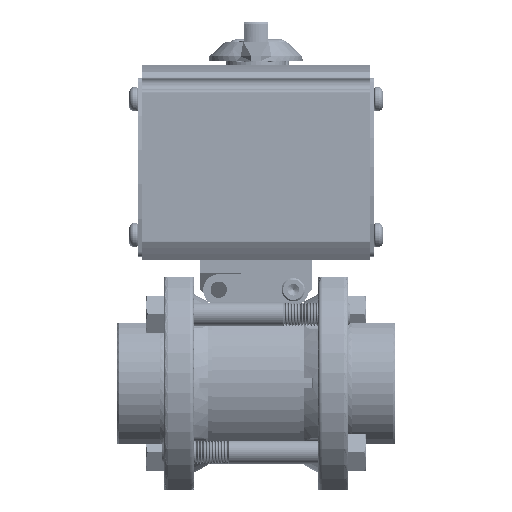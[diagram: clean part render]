
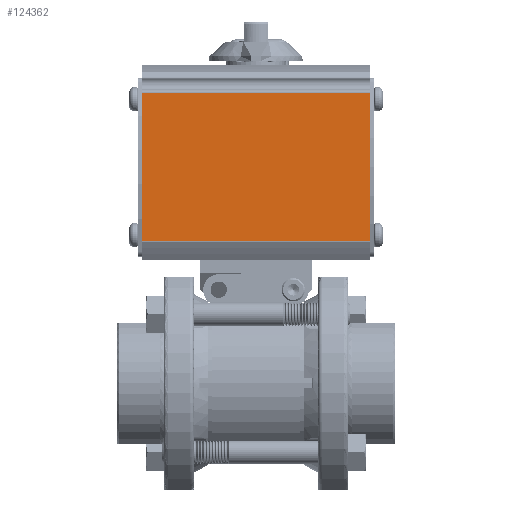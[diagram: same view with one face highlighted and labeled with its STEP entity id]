
A CAD part, top view. The second image highlights one B-rep face of the part: STEP entity #124362.
In plain terms, the highlighted planar face has unit normal (0, 0, 1).
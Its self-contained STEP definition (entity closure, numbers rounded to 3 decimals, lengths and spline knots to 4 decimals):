
#15728 = LINE ( 'NONE', #195200, #46788 ) ;
#16396 = EDGE_CURVE ( 'NONE', #53684, #63561, #113517, .T. ) ;
#24593 = EDGE_CURVE ( 'NONE', #87570, #63561, #167096, .T. ) ;
#32555 = EDGE_CURVE ( 'NONE', #87570, #171557, #15728, .T. ) ;
#46788 = VECTOR ( 'NONE', #105465, 39.3701 ) ;
#47550 = VECTOR ( 'NONE', #53027, 39.3701 ) ;
#50980 = CARTESIAN_POINT ( 'NONE',  ( 1.5441, 3.7931, 3.281 ) ) ;
#53027 = DIRECTION ( 'NONE',  ( -1., 0., 0. ) ) ;
#53684 = VERTEX_POINT ( 'NONE', #50980 ) ;
#55357 = DIRECTION ( 'NONE',  ( 0., -1., 0. ) ) ;
#57198 = LINE ( 'NONE', #191163, #47550 ) ;
#63561 = VERTEX_POINT ( 'NONE', #96996 ) ;
#63962 = CARTESIAN_POINT ( 'NONE',  ( 1.5441, 3.8004, 3.281 ) ) ;
#74532 = DIRECTION ( 'NONE',  ( 1., 0., 0. ) ) ;
#74690 = ORIENTED_EDGE ( 'NONE', *, *, #16396, .F. ) ;
#85585 = CARTESIAN_POINT ( 'NONE',  ( -5.0238, 3.8004, 3.281 ) ) ;
#87570 = VERTEX_POINT ( 'NONE', #157938 ) ;
#89982 = AXIS2_PLACEMENT_3D ( 'NONE', #85585, #147273, #55357 ) ;
#90139 = EDGE_LOOP ( 'NONE', ( #74690, #147701, #185533, #158735 ) ) ;
#93834 = CARTESIAN_POINT ( 'NONE',  ( -1.5109, 3.7931, 3.281 ) ) ;
#94240 = DIRECTION ( 'NONE',  ( 0., -1., 0. ) ) ;
#96996 = CARTESIAN_POINT ( 'NONE',  ( 1.5441, 1.7988, 3.281 ) ) ;
#100367 = PLANE ( 'NONE',  #89982 ) ;
#105465 = DIRECTION ( 'NONE',  ( 0., 1., 0. ) ) ;
#110012 = FACE_OUTER_BOUND ( 'NONE', #90139, .T. ) ;
#113517 = LINE ( 'NONE', #63962, #195043 ) ;
#119452 = CARTESIAN_POINT ( 'NONE',  ( -5.0238, 1.7988, 3.281 ) ) ;
#124362 = ADVANCED_FACE ( 'NONE', ( #110012 ), #100367, .F. ) ;
#147273 = DIRECTION ( 'NONE',  ( 0., 0., -1. ) ) ;
#147701 = ORIENTED_EDGE ( 'NONE', *, *, #155072, .T. ) ;
#155072 = EDGE_CURVE ( 'NONE', #53684, #171557, #57198, .T. ) ;
#157938 = CARTESIAN_POINT ( 'NONE',  ( -1.5109, 1.7988, 3.281 ) ) ;
#158735 = ORIENTED_EDGE ( 'NONE', *, *, #24593, .T. ) ;
#167096 = LINE ( 'NONE', #119452, #171868 ) ;
#171557 = VERTEX_POINT ( 'NONE', #93834 ) ;
#171868 = VECTOR ( 'NONE', #74532, 39.3701 ) ;
#185533 = ORIENTED_EDGE ( 'NONE', *, *, #32555, .F. ) ;
#191163 = CARTESIAN_POINT ( 'NONE',  ( -5.0238, 3.7931, 3.281 ) ) ;
#195043 = VECTOR ( 'NONE', #94240, 39.3701 ) ;
#195200 = CARTESIAN_POINT ( 'NONE',  ( -1.5109, 3.8004, 3.281 ) ) ;
